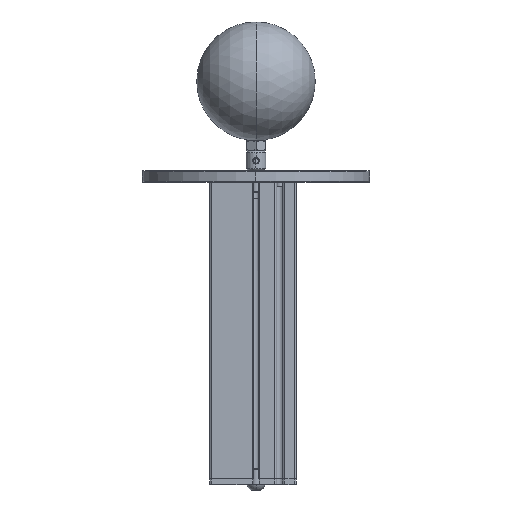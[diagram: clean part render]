
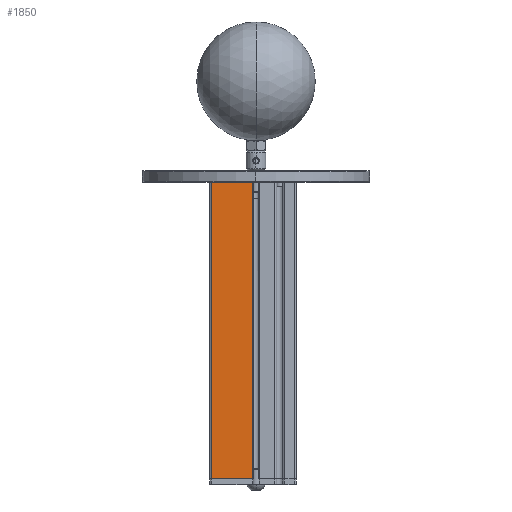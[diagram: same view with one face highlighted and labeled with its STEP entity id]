
A CAD part, left-side view. The second image highlights one B-rep face of the part: STEP entity #1850.
In plain terms, the highlighted planar face has unit normal (-1, 0, 0).
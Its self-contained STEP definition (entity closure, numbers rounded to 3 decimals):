
#277=DIRECTION('',(0.,0.,1.));
#278=VECTOR('',#277,150.);
#279=CARTESIAN_POINT('',(-22.,1.662,0.));
#280=LINE('',#279,#278);
#285=DIRECTION('',(0.,1.,0.));
#286=VECTOR('',#285,20.838);
#287=CARTESIAN_POINT('',(-22.,1.662,0.));
#288=LINE('',#287,#286);
#293=DIRECTION('',(0.,0.,-1.));
#294=VECTOR('',#293,150.);
#295=CARTESIAN_POINT('',(-22.,22.5,150.));
#296=LINE('',#295,#294);
#664=DIRECTION('',(0.,1.,0.));
#665=VECTOR('',#664,20.838);
#666=CARTESIAN_POINT('',(-22.,1.662,150.));
#667=LINE('',#666,#665);
#1322=CARTESIAN_POINT('',(-22.,22.5,0.));
#1323=VERTEX_POINT('',#1322);
#1324=CARTESIAN_POINT('',(-22.,1.662,0.));
#1325=VERTEX_POINT('',#1324);
#1396=CARTESIAN_POINT('',(-22.,1.662,150.));
#1397=VERTEX_POINT('',#1396);
#1398=CARTESIAN_POINT('',(-22.,22.5,150.));
#1399=VERTEX_POINT('',#1398);
#1837=CARTESIAN_POINT('',(-22.,22.5,0.));
#1838=DIRECTION('',(-1.,0.,0.));
#1839=DIRECTION('',(0.,-1.,0.));
#1840=AXIS2_PLACEMENT_3D('',#1837,#1838,#1839);
#1841=PLANE('',#1840);
#1842=ORIENTED_EDGE('',*,*,#1705,.T.);
#1844=ORIENTED_EDGE('',*,*,#1843,.F.);
#1846=ORIENTED_EDGE('',*,*,#1845,.F.);
#1847=ORIENTED_EDGE('',*,*,#1829,.F.);
#1848=EDGE_LOOP('',(#1842,#1844,#1846,#1847));
#1849=FACE_OUTER_BOUND('',#1848,.F.);
#1850=ADVANCED_FACE('',(#1849),#1841,.T.);
#1705=EDGE_CURVE('',#1325,#1323,#288,.T.);
#1829=EDGE_CURVE('',#1325,#1397,#280,.T.);
#1843=EDGE_CURVE('',#1399,#1323,#296,.T.);
#1845=EDGE_CURVE('',#1397,#1399,#667,.T.);
